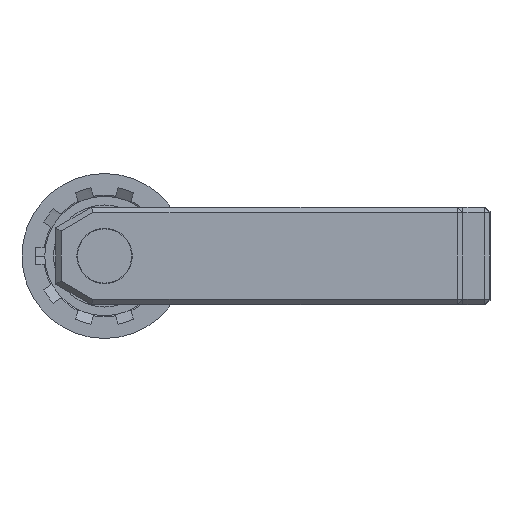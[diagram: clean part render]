
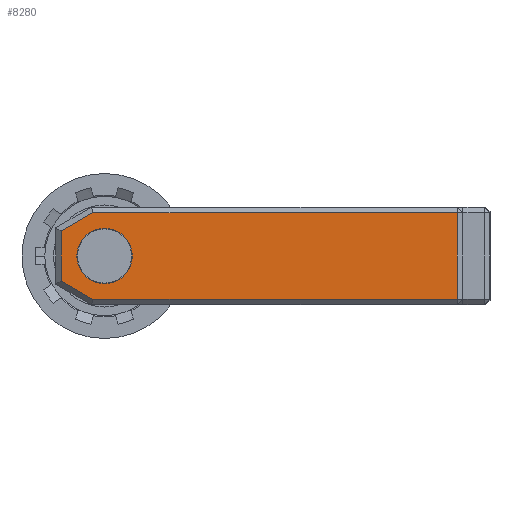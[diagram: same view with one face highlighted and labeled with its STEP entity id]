
A CAD part, left-side view. The second image highlights one B-rep face of the part: STEP entity #8280.
In plain terms, the highlighted planar face has unit normal (-1, 0, 0).
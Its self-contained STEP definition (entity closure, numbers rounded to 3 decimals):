
#11 = VERTEX_POINT ( 'NONE', #5858 ) ;
#32 = DIRECTION ( 'NONE',  ( -1., 0., 0. ) ) ;
#169 = VERTEX_POINT ( 'NONE', #7101 ) ;
#288 = LINE ( 'NONE', #5425, #6395 ) ;
#470 = EDGE_CURVE ( 'NONE', #12101, #11404, #5650, .T. ) ;
#679 = ORIENTED_EDGE ( 'NONE', *, *, #4282, .T. ) ;
#716 = CIRCLE ( 'NONE', #3889, 2.55 ) ;
#1346 = CARTESIAN_POINT ( 'NONE',  ( -93.837, 19.5, 1.902 ) ) ;
#1361 = EDGE_CURVE ( 'NONE', #8580, #12101, #3930, .T. ) ;
#1568 = VECTOR ( 'NONE', #5370, 1000. ) ;
#1694 = ORIENTED_EDGE ( 'NONE', *, *, #470, .T. ) ;
#1843 = CARTESIAN_POINT ( 'NONE',  ( -93.837, -17., 0.5 ) ) ;
#1918 = EDGE_CURVE ( 'NONE', #6583, #11, #3879, .T. ) ;
#1993 = CARTESIAN_POINT ( 'NONE',  ( -93.837, 15.5, 4.5 ) ) ;
#2215 = VERTEX_POINT ( 'NONE', #8136 ) ;
#2528 = ORIENTED_EDGE ( 'NONE', *, *, #5810, .F. ) ;
#3840 = DIRECTION ( 'NONE',  ( 1., 0., 0. ) ) ;
#3854 = VECTOR ( 'NONE', #5899, 1000. ) ;
#3879 = CIRCLE ( 'NONE', #4730, 2.55 ) ;
#3889 = AXIS2_PLACEMENT_3D ( 'NONE', #7427, #12197, #12260 ) ;
#3898 = EDGE_CURVE ( 'NONE', #169, #8580, #10308, .T. ) ;
#3930 = LINE ( 'NONE', #12109, #3854 ) ;
#3937 = LINE ( 'NONE', #7950, #6155 ) ;
#4058 = DIRECTION ( 'NONE',  ( 0., -1., 0. ) ) ;
#4282 = EDGE_CURVE ( 'NONE', #11404, #6633, #3937, .T. ) ;
#4395 = CARTESIAN_POINT ( 'NONE',  ( -93.837, -17., 8.5 ) ) ;
#4521 = ORIENTED_EDGE ( 'NONE', *, *, #3898, .T. ) ;
#4730 = AXIS2_PLACEMENT_3D ( 'NONE', #1993, #32, #4058 ) ;
#4893 = CARTESIAN_POINT ( 'NONE',  ( -93.837, -17.5, 9. ) ) ;
#5130 = ORIENTED_EDGE ( 'NONE', *, *, #1918, .F. ) ;
#5370 = DIRECTION ( 'NONE',  ( 0., 0., -1. ) ) ;
#5425 = CARTESIAN_POINT ( 'NONE',  ( -93.837, 19.75, 6.665 ) ) ;
#5583 = VECTOR ( 'NONE', #11855, 1000. ) ;
#5650 = LINE ( 'NONE', #8825, #5583 ) ;
#5741 = PLANE ( 'NONE',  #7459 ) ;
#5810 = EDGE_CURVE ( 'NONE', #11, #6583, #716, .T. ) ;
#5858 = CARTESIAN_POINT ( 'NONE',  ( -93.837, 12.95, 4.5 ) ) ;
#5899 = DIRECTION ( 'NONE',  ( 0., -1., 0. ) ) ;
#5977 = EDGE_CURVE ( 'NONE', #6633, #2215, #288, .T. ) ;
#6155 = VECTOR ( 'NONE', #6629, 1000. ) ;
#6395 = VECTOR ( 'NONE', #9454, 1000. ) ;
#6583 = VERTEX_POINT ( 'NONE', #12897 ) ;
#6629 = DIRECTION ( 'NONE',  ( 0., 1., 0. ) ) ;
#6633 = VERTEX_POINT ( 'NONE', #10254 ) ;
#6707 = CARTESIAN_POINT ( 'NONE',  ( -93.837, 16.572, 0.5 ) ) ;
#6787 = FACE_BOUND ( 'NONE', #10058, .T. ) ;
#7101 = CARTESIAN_POINT ( 'NONE',  ( -93.837, 19.5, 2.191 ) ) ;
#7340 = LINE ( 'NONE', #1346, #1568 ) ;
#7427 = CARTESIAN_POINT ( 'NONE',  ( -93.837, 15.5, 4.5 ) ) ;
#7459 = AXIS2_PLACEMENT_3D ( 'NONE', #4893, #3840, #8916 ) ;
#7950 = CARTESIAN_POINT ( 'NONE',  ( -93.837, -17.5, 8.5 ) ) ;
#8136 = CARTESIAN_POINT ( 'NONE',  ( -93.837, 19.5, 6.809 ) ) ;
#8258 = CARTESIAN_POINT ( 'NONE',  ( -93.837, 16.456, 0.433 ) ) ;
#8280 = ADVANCED_FACE ( 'NONE', ( #10040, #6787 ), #5741, .F. ) ;
#8580 = VERTEX_POINT ( 'NONE', #6707 ) ;
#8825 = CARTESIAN_POINT ( 'NONE',  ( -93.837, -17., 9. ) ) ;
#8894 = VECTOR ( 'NONE', #9316, 1000. ) ;
#8916 = DIRECTION ( 'NONE',  ( 0., 1., 0. ) ) ;
#9316 = DIRECTION ( 'NONE',  ( 0., -0.866, -0.5 ) ) ;
#9354 = EDGE_CURVE ( 'NONE', #2215, #169, #7340, .T. ) ;
#9454 = DIRECTION ( 'NONE',  ( 0., 0.866, -0.5 ) ) ;
#9503 = ORIENTED_EDGE ( 'NONE', *, *, #9354, .T. ) ;
#10040 = FACE_OUTER_BOUND ( 'NONE', #10330, .T. ) ;
#10058 = EDGE_LOOP ( 'NONE', ( #5130, #2528 ) ) ;
#10254 = CARTESIAN_POINT ( 'NONE',  ( -93.837, 16.572, 8.5 ) ) ;
#10308 = LINE ( 'NONE', #8258, #8894 ) ;
#10330 = EDGE_LOOP ( 'NONE', ( #9503, #4521, #12885, #1694, #679, #12279 ) ) ;
#11404 = VERTEX_POINT ( 'NONE', #4395 ) ;
#11855 = DIRECTION ( 'NONE',  ( 0., 0., 1. ) ) ;
#12101 = VERTEX_POINT ( 'NONE', #1843 ) ;
#12109 = CARTESIAN_POINT ( 'NONE',  ( -93.837, -17.5, 0.5 ) ) ;
#12197 = DIRECTION ( 'NONE',  ( -1., 0., 0. ) ) ;
#12260 = DIRECTION ( 'NONE',  ( 0., -1., 0. ) ) ;
#12279 = ORIENTED_EDGE ( 'NONE', *, *, #5977, .T. ) ;
#12885 = ORIENTED_EDGE ( 'NONE', *, *, #1361, .T. ) ;
#12897 = CARTESIAN_POINT ( 'NONE',  ( -93.837, 18.05, 4.5 ) ) ;
